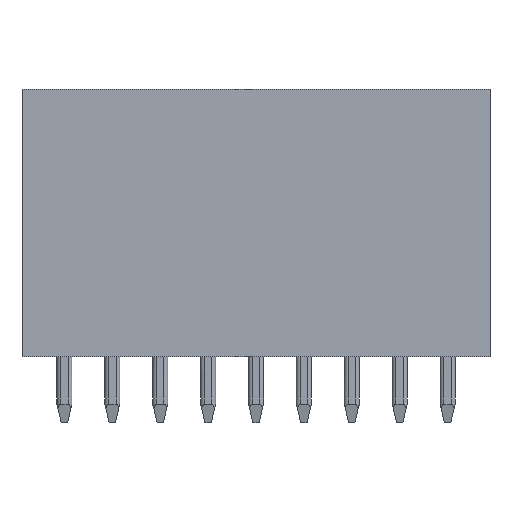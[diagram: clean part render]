
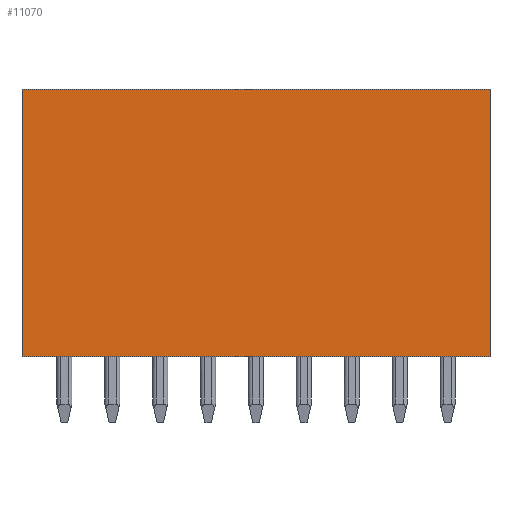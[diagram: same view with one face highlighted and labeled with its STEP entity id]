
A CAD part, left-side view. The second image highlights one B-rep face of the part: STEP entity #11070.
In plain terms, the highlighted planar face has unit normal (-1, 0, 0).
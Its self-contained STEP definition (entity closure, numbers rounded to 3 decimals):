
#145=DIRECTION('',(0.,1.,0.));
#146=VECTOR('',#145,24.82);
#147=CARTESIAN_POINT('',(-5.25,-22.57,7.1));
#148=LINE('',#147,#146);
#714=DIRECTION('',(0.,-1.,0.));
#715=VECTOR('',#714,24.82);
#716=CARTESIAN_POINT('',(-5.25,2.25,-7.1));
#717=LINE('',#716,#715);
#8867=DIRECTION('',(0.,0.,-1.));
#8868=VECTOR('',#8867,14.2);
#8869=CARTESIAN_POINT('',(-5.25,-22.57,7.1));
#8870=LINE('',#8869,#8868);
#8891=DIRECTION('',(0.,0.,1.));
#8892=VECTOR('',#8891,14.2);
#8893=CARTESIAN_POINT('',(-5.25,2.25,-7.1));
#8894=LINE('',#8893,#8892);
#8987=CARTESIAN_POINT('',(-5.25,2.25,-7.1));
#8988=VERTEX_POINT('',#8987);
#8989=CARTESIAN_POINT('',(-5.25,2.25,7.1));
#8990=VERTEX_POINT('',#8989);
#8991=CARTESIAN_POINT('',(-5.25,-22.57,7.1));
#8992=CARTESIAN_POINT('',(-5.25,-22.57,-7.1));
#8993=VERTEX_POINT('',#8991);
#8994=VERTEX_POINT('',#8992);
#11055=CARTESIAN_POINT('',(-5.25,-21.59,-7.1));
#11056=DIRECTION('',(-1.,0.,0.));
#11057=DIRECTION('',(0.,0.,1.));
#11058=AXIS2_PLACEMENT_3D('',#11055,#11056,#11057);
#11059=PLANE('',#11058);
#11061=ORIENTED_EDGE('',*,*,#11060,.F.);
#11063=ORIENTED_EDGE('',*,*,#11062,.T.);
#11065=ORIENTED_EDGE('',*,*,#11064,.F.);
#11067=ORIENTED_EDGE('',*,*,#11066,.T.);
#11068=EDGE_LOOP('',(#11061,#11063,#11065,#11067));
#11069=FACE_OUTER_BOUND('',#11068,.F.);
#11070=ADVANCED_FACE('',(#11069),#11059,.T.);
#11060=EDGE_CURVE('',#8993,#8990,#148,.T.);
#11062=EDGE_CURVE('',#8993,#8994,#8870,.T.);
#11064=EDGE_CURVE('',#8988,#8994,#717,.T.);
#11066=EDGE_CURVE('',#8988,#8990,#8894,.T.);
